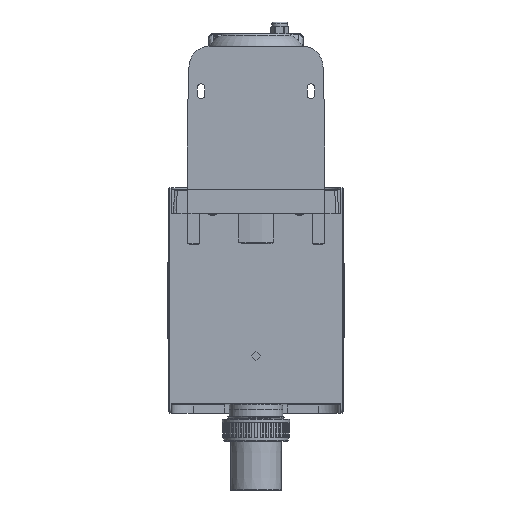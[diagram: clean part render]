
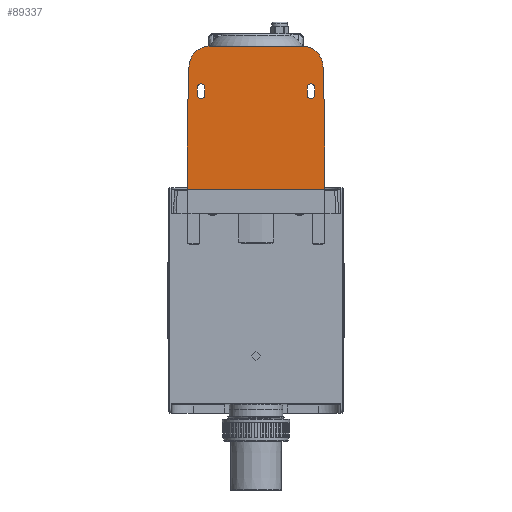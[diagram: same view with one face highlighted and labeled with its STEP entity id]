
A CAD part, front view. The second image highlights one B-rep face of the part: STEP entity #89337.
In plain terms, the highlighted planar face has unit normal (0, -1, 0).
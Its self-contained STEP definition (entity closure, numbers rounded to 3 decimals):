
#3751=PLANE('',#96189);
#4898=FACE_BOUND('',#17399,.T.);
#4899=FACE_BOUND('',#17400,.T.);
#12235=FACE_OUTER_BOUND('',#17398,.T.);
#17398=EDGE_LOOP('',(#70838,#70839,#70840,#70841,#70842,#70843,#70844,#70845));
#17399=EDGE_LOOP('',(#70846,#70847,#70848,#70849));
#17400=EDGE_LOOP('',(#70850,#70851,#70852,#70853));
#22079=CIRCLE('',#96190,4075.055);
#22080=CIRCLE('',#96191,4075.055);
#22081=CIRCLE('',#96192,5.75);
#22082=CIRCLE('',#96193,5.75);
#22083=CIRCLE('',#96194,5.75);
#22084=CIRCLE('',#96195,5.75);
#25396=B_SPLINE_CURVE_WITH_KNOTS('',3,(#161191,#161192,#161193,#161194,
#161195,#161196,#161197,#161198,#161199,#161200,#161201,#161202),
 .UNSPECIFIED.,.F.,.F.,(4,2,2,2,2,4),(0.,0.722,1.449,
2.629,3.38,3.983),.UNSPECIFIED.);
#25397=B_SPLINE_CURVE_WITH_KNOTS('',3,(#161206,#161207,#161208,#161209,
#161210,#161211,#161212,#161213,#161214,#161215,#161216,#161217),
 .UNSPECIFIED.,.F.,.F.,(4,2,2,2,2,4),(0.,0.722,1.449,
2.629,3.38,3.983),.UNSPECIFIED.);
#29682=LINE('',#161185,#35121);
#29683=LINE('',#161187,#35122);
#29684=LINE('',#161204,#35123);
#29685=LINE('',#161220,#35124);
#29686=LINE('',#161225,#35125);
#29687=LINE('',#161228,#35126);
#29688=LINE('',#161233,#35127);
#29689=LINE('',#161236,#35128);
#35121=VECTOR('',#111246,10.);
#35122=VECTOR('',#111247,10.);
#35123=VECTOR('',#111250,10.);
#35124=VECTOR('',#111253,10.);
#35125=VECTOR('',#111256,10.);
#35126=VECTOR('',#111259,10.);
#35127=VECTOR('',#111262,10.);
#35128=VECTOR('',#111265,10.);
#41672=VERTEX_POINT('',#161183);
#41673=VERTEX_POINT('',#161184);
#41674=VERTEX_POINT('',#161186);
#41675=VERTEX_POINT('',#161188);
#41676=VERTEX_POINT('',#161190);
#41677=VERTEX_POINT('',#161203);
#41678=VERTEX_POINT('',#161205);
#41679=VERTEX_POINT('',#161218);
#41680=VERTEX_POINT('',#161221);
#41681=VERTEX_POINT('',#161222);
#41682=VERTEX_POINT('',#161224);
#41683=VERTEX_POINT('',#161226);
#41684=VERTEX_POINT('',#161229);
#41685=VERTEX_POINT('',#161230);
#41686=VERTEX_POINT('',#161232);
#41687=VERTEX_POINT('',#161234);
#52091=EDGE_CURVE('',#41672,#41673,#29682,.F.);
#52092=EDGE_CURVE('',#41674,#41672,#29683,.F.);
#52093=EDGE_CURVE('',#41675,#41674,#22079,.F.);
#52094=EDGE_CURVE('',#41676,#41675,#25396,.T.);
#52095=EDGE_CURVE('',#41677,#41676,#29684,.F.);
#52096=EDGE_CURVE('',#41678,#41677,#25397,.T.);
#52097=EDGE_CURVE('',#41679,#41678,#22080,.F.);
#52098=EDGE_CURVE('',#41673,#41679,#29685,.F.);
#52099=EDGE_CURVE('',#41680,#41681,#22081,.T.);
#52100=EDGE_CURVE('',#41681,#41682,#29686,.T.);
#52101=EDGE_CURVE('',#41682,#41683,#22082,.T.);
#52102=EDGE_CURVE('',#41683,#41680,#29687,.T.);
#52103=EDGE_CURVE('',#41684,#41685,#22083,.T.);
#52104=EDGE_CURVE('',#41685,#41686,#29688,.T.);
#52105=EDGE_CURVE('',#41686,#41687,#22084,.T.);
#52106=EDGE_CURVE('',#41687,#41684,#29689,.T.);
#70838=ORIENTED_EDGE('',*,*,#52091,.F.);
#70839=ORIENTED_EDGE('',*,*,#52092,.F.);
#70840=ORIENTED_EDGE('',*,*,#52093,.F.);
#70841=ORIENTED_EDGE('',*,*,#52094,.F.);
#70842=ORIENTED_EDGE('',*,*,#52095,.F.);
#70843=ORIENTED_EDGE('',*,*,#52096,.F.);
#70844=ORIENTED_EDGE('',*,*,#52097,.F.);
#70845=ORIENTED_EDGE('',*,*,#52098,.F.);
#70846=ORIENTED_EDGE('',*,*,#52099,.T.);
#70847=ORIENTED_EDGE('',*,*,#52100,.T.);
#70848=ORIENTED_EDGE('',*,*,#52101,.T.);
#70849=ORIENTED_EDGE('',*,*,#52102,.T.);
#70850=ORIENTED_EDGE('',*,*,#52103,.T.);
#70851=ORIENTED_EDGE('',*,*,#52104,.T.);
#70852=ORIENTED_EDGE('',*,*,#52105,.T.);
#70853=ORIENTED_EDGE('',*,*,#52106,.T.);
#89337=ADVANCED_FACE('',(#12235,#4898,#4899),#3751,.F.);
#96189=AXIS2_PLACEMENT_3D('',#161182,#111244,#111245);
#96190=AXIS2_PLACEMENT_3D('',#161189,#111248,#111249);
#96191=AXIS2_PLACEMENT_3D('',#161219,#111251,#111252);
#96192=AXIS2_PLACEMENT_3D('',#161223,#111254,#111255);
#96193=AXIS2_PLACEMENT_3D('',#161227,#111257,#111258);
#96194=AXIS2_PLACEMENT_3D('',#161231,#111260,#111261);
#96195=AXIS2_PLACEMENT_3D('',#161235,#111263,#111264);
#111244=DIRECTION('center_axis',(0.,1.,0.));
#111245=DIRECTION('ref_axis',(0.,0.,1.));
#111246=DIRECTION('',(1.,0.,0.));
#111247=DIRECTION('',(0.,0.,1.));
#111248=DIRECTION('center_axis',(0.,-1.,0.));
#111249=DIRECTION('ref_axis',(0.999,0.,0.044));
#111250=DIRECTION('',(-1.,0.,0.));
#111251=DIRECTION('center_axis',(0.,-1.,0.));
#111252=DIRECTION('ref_axis',(-1.,0.,0.));
#111253=DIRECTION('',(0.,0.,-1.));
#111254=DIRECTION('center_axis',(0.,1.,0.));
#111255=DIRECTION('ref_axis',(-1.,0.,0.));
#111256=DIRECTION('',(0.,0.,-1.));
#111257=DIRECTION('center_axis',(0.,1.,0.));
#111258=DIRECTION('ref_axis',(1.,0.,0.));
#111259=DIRECTION('',(0.,0.,1.));
#111260=DIRECTION('center_axis',(0.,1.,0.));
#111261=DIRECTION('ref_axis',(1.,0.,0.));
#111262=DIRECTION('',(0.,0.,-1.));
#111263=DIRECTION('center_axis',(0.,1.,0.));
#111264=DIRECTION('ref_axis',(-1.,0.,0.));
#111265=DIRECTION('',(0.,0.,1.));
#161182=CARTESIAN_POINT('Origin',(65.67,-133.5,382.156));
#161183=CARTESIAN_POINT('',(101.524,-133.5,245.262));
#161184=CARTESIAN_POINT('',(-101.524,-133.5,245.262));
#161185=CARTESIAN_POINT('',(36.5,-133.5,245.262));
#161186=CARTESIAN_POINT('',(101.524,-133.5,275.));
#161187=CARTESIAN_POINT('',(101.524,-133.5,289.431));
#161188=CARTESIAN_POINT('',(98.682,-133.5,427.162));
#161189=CARTESIAN_POINT('Origin',(-3973.531,-133.5,275.));
#161190=CARTESIAN_POINT('',(68.721,-133.5,456.024));
#161191=CARTESIAN_POINT('Ctrl Pts',(68.721,-133.5,
456.024));
#161192=CARTESIAN_POINT('Ctrl Pts',(71.127,-133.5,
456.024));
#161193=CARTESIAN_POINT('Ctrl Pts',(73.539,-133.5,
455.736));
#161194=CARTESIAN_POINT('Ctrl Pts',(78.253,-133.5,
454.574));
#161195=CARTESIAN_POINT('Ctrl Pts',(80.547,-133.5,
453.7));
#161196=CARTESIAN_POINT('Ctrl Pts',(86.199,-133.5,
450.724));
#161197=CARTESIAN_POINT('Ctrl Pts',(89.272,-133.5,
448.225));
#161198=CARTESIAN_POINT('Ctrl Pts',(93.386,-133.5,
443.27));
#161199=CARTESIAN_POINT('Ctrl Pts',(95.305,-133.5,
440.494));
#161200=CARTESIAN_POINT('Ctrl Pts',(97.9,-133.5,
433.652));
#161201=CARTESIAN_POINT('Ctrl Pts',(98.56,-133.5,
430.417));
#161202=CARTESIAN_POINT('Ctrl Pts',(98.682,-133.5,
427.162));
#161203=CARTESIAN_POINT('',(-68.721,-133.5,456.024));
#161204=CARTESIAN_POINT('',(48.5,-133.5,456.024));
#161205=CARTESIAN_POINT('',(-98.682,-133.5,427.162));
#161206=CARTESIAN_POINT('Ctrl Pts',(-98.682,-133.5,
427.162));
#161207=CARTESIAN_POINT('Ctrl Pts',(-98.592,-133.5,
429.566));
#161208=CARTESIAN_POINT('Ctrl Pts',(-98.214,-133.5,
431.965));
#161209=CARTESIAN_POINT('Ctrl Pts',(-96.877,-133.5,
436.633));
#161210=CARTESIAN_POINT('Ctrl Pts',(-95.918,-133.5,
438.893));
#161211=CARTESIAN_POINT('Ctrl Pts',(-92.733,-133.5,
444.429));
#161212=CARTESIAN_POINT('Ctrl Pts',(-90.121,-133.5,
447.407));
#161213=CARTESIAN_POINT('Ctrl Pts',(-85.016,-133.5,
451.333));
#161214=CARTESIAN_POINT('Ctrl Pts',(-82.17,-133.5,
453.147));
#161215=CARTESIAN_POINT('Ctrl Pts',(-75.237,-133.5,
455.485));
#161216=CARTESIAN_POINT('Ctrl Pts',(-71.979,-133.5,
456.024));
#161217=CARTESIAN_POINT('Ctrl Pts',(-68.721,-133.5,
456.024));
#161218=CARTESIAN_POINT('',(-101.524,-133.5,275.));
#161219=CARTESIAN_POINT('Origin',(3973.531,-133.5,275.));
#161220=CARTESIAN_POINT('',(-101.524,-133.5,304.431));
#161221=CARTESIAN_POINT('',(75.25,-133.5,395.));
#161222=CARTESIAN_POINT('',(86.75,-133.5,395.));
#161223=CARTESIAN_POINT('Origin',(81.,-133.5,395.));
#161224=CARTESIAN_POINT('',(86.75,-133.5,385.));
#161225=CARTESIAN_POINT('',(86.75,-133.5,359.431));
#161226=CARTESIAN_POINT('',(75.25,-133.5,385.));
#161227=CARTESIAN_POINT('Origin',(81.,-133.5,385.));
#161228=CARTESIAN_POINT('',(75.25,-133.5,364.431));
#161229=CARTESIAN_POINT('',(-86.75,-133.5,395.));
#161230=CARTESIAN_POINT('',(-75.25,-133.5,395.));
#161231=CARTESIAN_POINT('Origin',(-81.,-133.5,395.));
#161232=CARTESIAN_POINT('',(-75.25,-133.5,385.));
#161233=CARTESIAN_POINT('',(-75.25,-133.5,359.431));
#161234=CARTESIAN_POINT('',(-86.75,-133.5,385.));
#161235=CARTESIAN_POINT('Origin',(-81.,-133.5,385.));
#161236=CARTESIAN_POINT('',(-86.75,-133.5,364.431));
